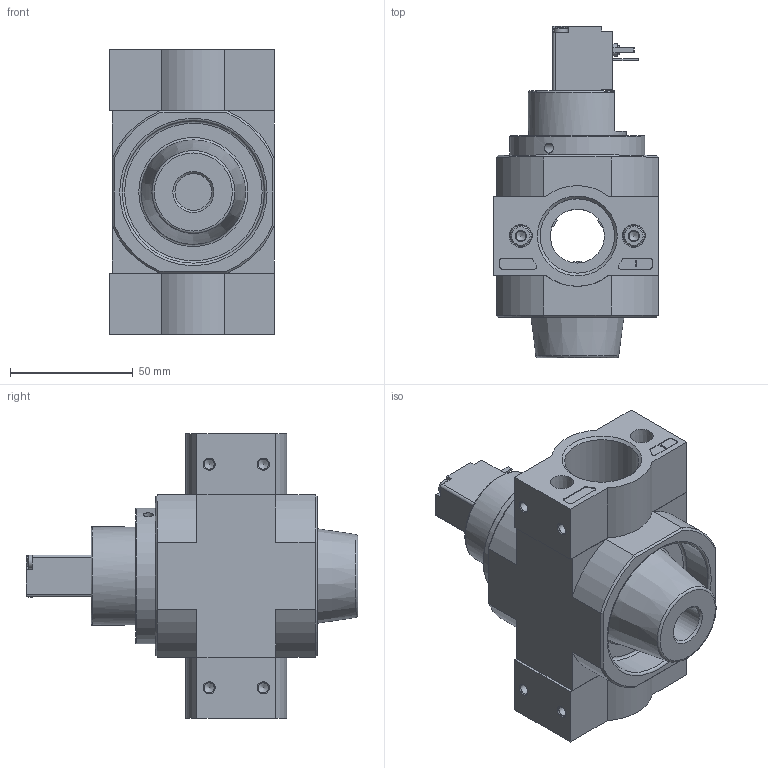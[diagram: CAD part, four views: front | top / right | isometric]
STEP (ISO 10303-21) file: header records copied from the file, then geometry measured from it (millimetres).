
FILE_DESCRIPTION(/* description */ ('STEP AP214'),/* implementation_level */ '2;1');
FILE_NAME(/* name */ '172955_HEE-1-D-MAXI-230',/* time_stamp */ '2024-08-29T03:22:33+02:00',/* author */ ('License CC BY-ND 4.0'),/* organization */ ('CADENAS'),/* preprocessor_version */ 'ST-DEVELOPER v19.3',/* originating_system */ 'PARTsolutions',/* authorisation */ ' ');
FILE_SCHEMA (('AUTOMOTIVE_DESIGN {1 0 10303 214 3 1 1}'));
Length unit declared in the file: millimetre
Products named in the file (7): 172955 HEE-1-D-MAXI-230; 746238 HEE-D-MAXI-230; 380313 PBL-1-D-MAXI-L---(1) p1; DIN-912 - M5x20(F); 373059 LF-D-MAXI; 380315 PBL-1-D-MAXI-R---(0) p1; 670825 HSEB-230V-D
Assembly tree (10 placements, depth 2):
  172955 HEE-1-D-MAXI-230
    746238 HEE-D-MAXI-230
    380313 PBL-1-D-MAXI-L---(1) p1
    DIN-912 - M5x20(F)  x4
    373059 LF-D-MAXI  x2
    380315 PBL-1-D-MAXI-R---(0) p1
    670825 HSEB-230V-D
Bounding box: 67.1 x 135 x 116 mm (x, y, z)
Volume: 361724.3 mm3; surface area: 78654 mm2
Topology: 10 solids, 10 shells, 681 faces, 1567 edges, 961 vertices
Faces by surface type: plane 391, cylinder 160, cone 112, torus 12, sphere 6
Full cylindrical faces by diameter (mm): 2.013 x1, 2.5 x1, 3.8 x1, 4 x2, 4.134 x8, 5 x5, 5.4 x1, 5.5 x2, 5.6 x2, 6 x3, 7 x4, 7.3 x2, 8 x4, 8.4 x4, 8.5 x4, 14.95 x1, 22 x2, 22.5 x1, 30 x2, 30.291 x2, 34 x2, 40 x1, 55 x1, 58 x1
Entity records: 19198 total; most frequent: DIRECTION 2854, CARTESIAN_POINT 2853, ORIENTED_EDGE 2484, EDGE_CURVE 1242, AXIS2_PLACEMENT_3D 1072, VERTEX_POINT 844, FACE_BOUND 772, EDGE_LOOP 764
